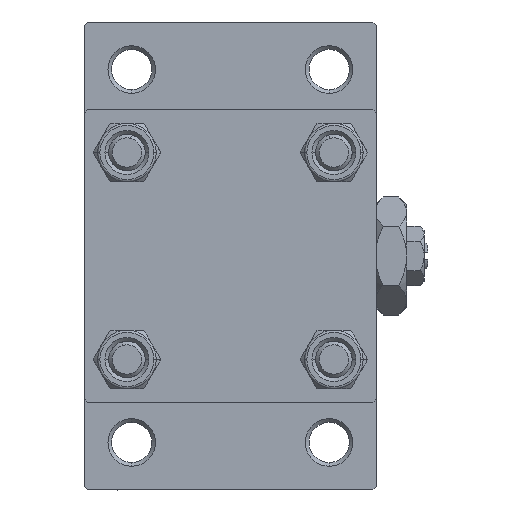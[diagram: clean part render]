
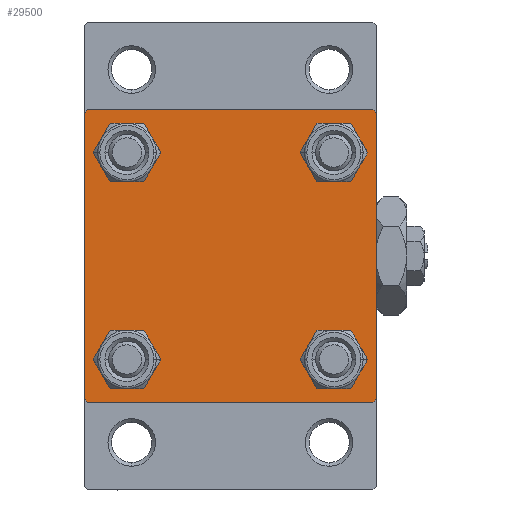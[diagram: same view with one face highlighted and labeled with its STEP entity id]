
A CAD part, left-side view. The second image highlights one B-rep face of the part: STEP entity #29500.
In plain terms, the highlighted planar face has unit normal (-1, 0, 0).
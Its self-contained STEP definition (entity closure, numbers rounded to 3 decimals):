
#445 = DIRECTION ( 'NONE',  ( 0., -1., 0. ) ) ;
#677 = DIRECTION ( 'NONE',  ( -1., 0., 0. ) ) ;
#775 = VERTEX_POINT ( 'NONE', #43400 ) ;
#1055 = LINE ( 'NONE', #34281, #8598 ) ;
#1091 = VERTEX_POINT ( 'NONE', #39636 ) ;
#1215 = CARTESIAN_POINT ( 'NONE',  ( 0., 20., -20. ) ) ;
#1379 = DIRECTION ( 'NONE',  ( 1., 0., 0. ) ) ;
#1825 = CARTESIAN_POINT ( 'NONE',  ( 0., -14.15, -11.15 ) ) ;
#1865 = CARTESIAN_POINT ( 'NONE',  ( 0., 14.15, 14.15 ) ) ;
#1928 = ORIENTED_EDGE ( 'NONE', *, *, #21401, .T. ) ;
#1943 = EDGE_CURVE ( 'NONE', #1984, #1091, #10896, .T. ) ;
#1984 = VERTEX_POINT ( 'NONE', #15330 ) ;
#2431 = DIRECTION ( 'NONE',  ( 0., 0.707, 0.707 ) ) ;
#3139 = VERTEX_POINT ( 'NONE', #4203 ) ;
#4203 = CARTESIAN_POINT ( 'NONE',  ( 0., -14.15, -17.15 ) ) ;
#4613 = FACE_BOUND ( 'NONE', #16525, .T. ) ;
#5294 = AXIS2_PLACEMENT_3D ( 'NONE', #25209, #29119, #44143 ) ;
#5361 = CARTESIAN_POINT ( 'NONE',  ( 0., -19.75, -19.75 ) ) ;
#5428 = CARTESIAN_POINT ( 'NONE',  ( 0., -19.5, 20. ) ) ;
#5805 = VERTEX_POINT ( 'NONE', #5428 ) ;
#6148 = DIRECTION ( 'NONE',  ( 0., 0., 1. ) ) ;
#8598 = VECTOR ( 'NONE', #12374, 1000. ) ;
#8647 = DIRECTION ( 'NONE',  ( 0., 0., 1. ) ) ;
#8686 = ORIENTED_EDGE ( 'NONE', *, *, #43027, .T. ) ;
#8945 = CIRCLE ( 'NONE', #29366, 3. ) ;
#9407 = EDGE_CURVE ( 'NONE', #11234, #775, #11668, .T. ) ;
#9535 = DIRECTION ( 'NONE',  ( 0., -0.707, 0.707 ) ) ;
#10896 = LINE ( 'NONE', #25662, #18650 ) ;
#10899 = CIRCLE ( 'NONE', #14022, 3. ) ;
#11234 = VERTEX_POINT ( 'NONE', #16276 ) ;
#11263 = FACE_BOUND ( 'NONE', #18481, .T. ) ;
#11315 = EDGE_CURVE ( 'NONE', #44531, #5805, #34159, .T. ) ;
#11668 = CIRCLE ( 'NONE', #40745, 3. ) ;
#11865 = EDGE_CURVE ( 'NONE', #28388, #45722, #39062, .T. ) ;
#12164 = ORIENTED_EDGE ( 'NONE', *, *, #44749, .T. ) ;
#12374 = DIRECTION ( 'NONE',  ( 0., -0.707, -0.707 ) ) ;
#12473 = VERTEX_POINT ( 'NONE', #45992 ) ;
#12583 = VECTOR ( 'NONE', #9535, 1000. ) ;
#12891 = DIRECTION ( 'NONE',  ( 0., 0.707, -0.707 ) ) ;
#13427 = ORIENTED_EDGE ( 'NONE', *, *, #11865, .T. ) ;
#14022 = AXIS2_PLACEMENT_3D ( 'NONE', #34579, #15888, #37541 ) ;
#14767 = VERTEX_POINT ( 'NONE', #16948 ) ;
#15156 = CARTESIAN_POINT ( 'NONE',  ( 0., -20., -19.5 ) ) ;
#15215 = CIRCLE ( 'NONE', #41944, 3. ) ;
#15330 = CARTESIAN_POINT ( 'NONE',  ( 0., 20., 19.5 ) ) ;
#15437 = LINE ( 'NONE', #30432, #24957 ) ;
#15888 = DIRECTION ( 'NONE',  ( 1., 0., 0. ) ) ;
#16276 = CARTESIAN_POINT ( 'NONE',  ( 0., 14.15, -17.15 ) ) ;
#16384 = VERTEX_POINT ( 'NONE', #1825 ) ;
#16525 = EDGE_LOOP ( 'NONE', ( #8686, #43126 ) ) ;
#16598 = LINE ( 'NONE', #46623, #34433 ) ;
#16948 = CARTESIAN_POINT ( 'NONE',  ( 0., 19.5, -20. ) ) ;
#17517 = EDGE_CURVE ( 'NONE', #14767, #28388, #38132, .T. ) ;
#17648 = CARTESIAN_POINT ( 'NONE',  ( 0., -19.5, -20. ) ) ;
#18481 = EDGE_LOOP ( 'NONE', ( #24767, #1928 ) ) ;
#18650 = VECTOR ( 'NONE', #45356, 1000. ) ;
#18746 = CIRCLE ( 'NONE', #19522, 3. ) ;
#19059 = ORIENTED_EDGE ( 'NONE', *, *, #45730, .T. ) ;
#19522 = AXIS2_PLACEMENT_3D ( 'NONE', #1865, #1379, #42489 ) ;
#19567 = AXIS2_PLACEMENT_3D ( 'NONE', #23910, #27347, #8647 ) ;
#19658 = CARTESIAN_POINT ( 'NONE',  ( 0., 14.15, -14.15 ) ) ;
#19794 = VERTEX_POINT ( 'NONE', #47723 ) ;
#19809 = EDGE_CURVE ( 'NONE', #31987, #5805, #39835, .T. ) ;
#20100 = EDGE_CURVE ( 'NONE', #16384, #3139, #15215, .T. ) ;
#20221 = CIRCLE ( 'NONE', #5294, 3. ) ;
#20780 = CARTESIAN_POINT ( 'NONE',  ( 0., -14.15, -14.15 ) ) ;
#21384 = CARTESIAN_POINT ( 'NONE',  ( 0., -19.75, 19.75 ) ) ;
#21401 = EDGE_CURVE ( 'NONE', #19794, #27000, #34103, .T. ) ;
#22591 = FACE_BOUND ( 'NONE', #37652, .T. ) ;
#22677 = ORIENTED_EDGE ( 'NONE', *, *, #20100, .T. ) ;
#23084 = FACE_BOUND ( 'NONE', #40604, .T. ) ;
#23601 = DIRECTION ( 'NONE',  ( 1., 0., 0. ) ) ;
#23714 = DIRECTION ( 'NONE',  ( 1., 0., 0. ) ) ;
#23910 = CARTESIAN_POINT ( 'NONE',  ( 0., -14.15, 14.15 ) ) ;
#24148 = EDGE_CURVE ( 'NONE', #33001, #12473, #8945, .T. ) ;
#24767 = ORIENTED_EDGE ( 'NONE', *, *, #41711, .T. ) ;
#24957 = VECTOR ( 'NONE', #26776, 1000. ) ;
#25209 = CARTESIAN_POINT ( 'NONE',  ( 0., -14.15, -14.15 ) ) ;
#25662 = CARTESIAN_POINT ( 'NONE',  ( 0., 20., 20. ) ) ;
#26290 = FACE_OUTER_BOUND ( 'NONE', #47995, .T. ) ;
#26776 = DIRECTION ( 'NONE',  ( 0., 0., -1. ) ) ;
#27000 = VERTEX_POINT ( 'NONE', #45804 ) ;
#27347 = DIRECTION ( 'NONE',  ( 1., 0., 0. ) ) ;
#27697 = DIRECTION ( 'NONE',  ( 0., 0., 1. ) ) ;
#27836 = ORIENTED_EDGE ( 'NONE', *, *, #11315, .F. ) ;
#28078 = CIRCLE ( 'NONE', #19567, 3. ) ;
#28388 = VERTEX_POINT ( 'NONE', #17648 ) ;
#29119 = DIRECTION ( 'NONE',  ( 1., 0., 0. ) ) ;
#29151 = CARTESIAN_POINT ( 'NONE',  ( 0., 19.5, 20. ) ) ;
#29366 = AXIS2_PLACEMENT_3D ( 'NONE', #31557, #23714, #45863 ) ;
#29475 = CARTESIAN_POINT ( 'NONE',  ( 0., 20., 20. ) ) ;
#29500 = ADVANCED_FACE ( 'NONE', ( #4613, #22591, #23084, #11263, #26290 ), #34380, .T. ) ;
#30135 = ORIENTED_EDGE ( 'NONE', *, *, #47579, .T. ) ;
#30432 = CARTESIAN_POINT ( 'NONE',  ( 0., -20., 20. ) ) ;
#30940 = VECTOR ( 'NONE', #2431, 1000. ) ;
#31557 = CARTESIAN_POINT ( 'NONE',  ( 0., -14.15, 14.15 ) ) ;
#31987 = VERTEX_POINT ( 'NONE', #42581 ) ;
#31988 = CARTESIAN_POINT ( 'NONE',  ( 0., 14.15, 14.15 ) ) ;
#33001 = VERTEX_POINT ( 'NONE', #37616 ) ;
#34103 = CIRCLE ( 'NONE', #40273, 3. ) ;
#34159 = LINE ( 'NONE', #29475, #47126 ) ;
#34281 = CARTESIAN_POINT ( 'NONE',  ( 0., 19.75, -19.75 ) ) ;
#34380 = PLANE ( 'NONE',  #37422 ) ;
#34433 = VECTOR ( 'NONE', #12891, 1000. ) ;
#34579 = CARTESIAN_POINT ( 'NONE',  ( 0., 14.15, -14.15 ) ) ;
#34653 = DIRECTION ( 'NONE',  ( 0., 0., 1. ) ) ;
#36172 = DIRECTION ( 'NONE',  ( 1., 0., 0. ) ) ;
#37422 = AXIS2_PLACEMENT_3D ( 'NONE', #38073, #677, #45480 ) ;
#37541 = DIRECTION ( 'NONE',  ( 0., 0., 1. ) ) ;
#37616 = CARTESIAN_POINT ( 'NONE',  ( 0., -14.15, 11.15 ) ) ;
#37652 = EDGE_LOOP ( 'NONE', ( #22677, #46797 ) ) ;
#37995 = ORIENTED_EDGE ( 'NONE', *, *, #9407, .T. ) ;
#38073 = CARTESIAN_POINT ( 'NONE',  ( 0., 0., 0. ) ) ;
#38132 = LINE ( 'NONE', #1215, #44183 ) ;
#39062 = LINE ( 'NONE', #5361, #12583 ) ;
#39636 = CARTESIAN_POINT ( 'NONE',  ( 0., 20., -19.5 ) ) ;
#39835 = LINE ( 'NONE', #21384, #30940 ) ;
#39887 = EDGE_CURVE ( 'NONE', #3139, #16384, #20221, .T. ) ;
#40273 = AXIS2_PLACEMENT_3D ( 'NONE', #31988, #36172, #6148 ) ;
#40604 = EDGE_LOOP ( 'NONE', ( #19059, #37995 ) ) ;
#40738 = ORIENTED_EDGE ( 'NONE', *, *, #17517, .T. ) ;
#40745 = AXIS2_PLACEMENT_3D ( 'NONE', #19658, #23601, #34653 ) ;
#41587 = ORIENTED_EDGE ( 'NONE', *, *, #1943, .T. ) ;
#41711 = EDGE_CURVE ( 'NONE', #27000, #19794, #18746, .T. ) ;
#41944 = AXIS2_PLACEMENT_3D ( 'NONE', #20780, #47375, #27697 ) ;
#42489 = DIRECTION ( 'NONE',  ( 0., 0., 1. ) ) ;
#42581 = CARTESIAN_POINT ( 'NONE',  ( 0., -20., 19.5 ) ) ;
#43027 = EDGE_CURVE ( 'NONE', #12473, #33001, #28078, .T. ) ;
#43126 = ORIENTED_EDGE ( 'NONE', *, *, #24148, .T. ) ;
#43400 = CARTESIAN_POINT ( 'NONE',  ( 0., 14.15, -11.15 ) ) ;
#44143 = DIRECTION ( 'NONE',  ( 0., 0., 1. ) ) ;
#44183 = VECTOR ( 'NONE', #45287, 1000. ) ;
#44352 = EDGE_CURVE ( 'NONE', #31987, #45722, #15437, .T. ) ;
#44531 = VERTEX_POINT ( 'NONE', #29151 ) ;
#44605 = ORIENTED_EDGE ( 'NONE', *, *, #19809, .T. ) ;
#44749 = EDGE_CURVE ( 'NONE', #44531, #1984, #16598, .T. ) ;
#45287 = DIRECTION ( 'NONE',  ( 0., -1., 0. ) ) ;
#45356 = DIRECTION ( 'NONE',  ( 0., 0., -1. ) ) ;
#45480 = DIRECTION ( 'NONE',  ( 0., 0., 1. ) ) ;
#45722 = VERTEX_POINT ( 'NONE', #15156 ) ;
#45730 = EDGE_CURVE ( 'NONE', #775, #11234, #10899, .T. ) ;
#45804 = CARTESIAN_POINT ( 'NONE',  ( 0., 14.15, 17.15 ) ) ;
#45863 = DIRECTION ( 'NONE',  ( 0., 0., 1. ) ) ;
#45992 = CARTESIAN_POINT ( 'NONE',  ( 0., -14.15, 17.15 ) ) ;
#46431 = ORIENTED_EDGE ( 'NONE', *, *, #44352, .F. ) ;
#46623 = CARTESIAN_POINT ( 'NONE',  ( 0., 19.75, 19.75 ) ) ;
#46797 = ORIENTED_EDGE ( 'NONE', *, *, #39887, .T. ) ;
#47126 = VECTOR ( 'NONE', #445, 1000. ) ;
#47375 = DIRECTION ( 'NONE',  ( 1., 0., 0. ) ) ;
#47579 = EDGE_CURVE ( 'NONE', #1091, #14767, #1055, .T. ) ;
#47723 = CARTESIAN_POINT ( 'NONE',  ( 0., 14.15, 11.15 ) ) ;
#47995 = EDGE_LOOP ( 'NONE', ( #41587, #30135, #40738, #13427, #46431, #44605, #27836, #12164 ) ) ;
